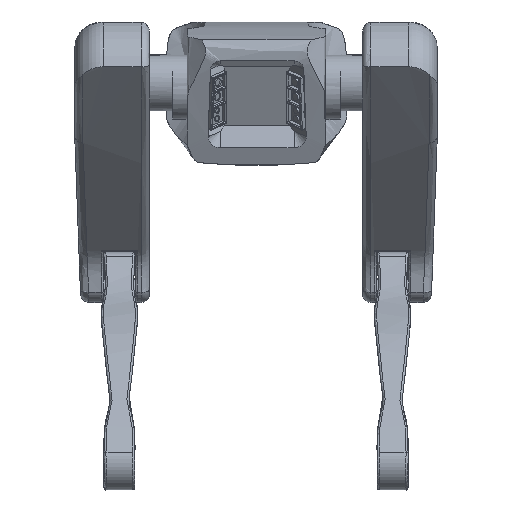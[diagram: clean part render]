
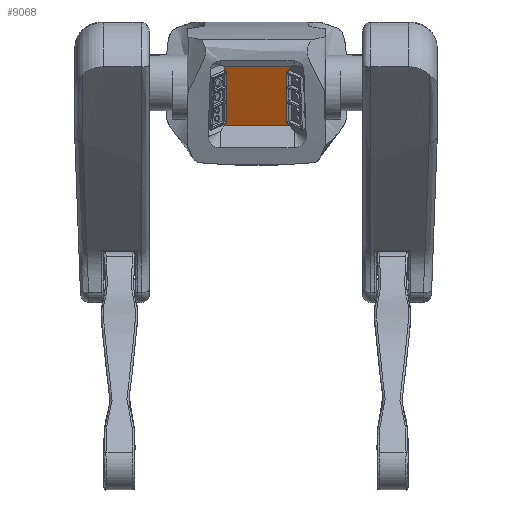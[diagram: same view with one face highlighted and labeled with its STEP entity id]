
A CAD part, front view. The second image highlights one B-rep face of the part: STEP entity #9068.
In plain terms, the highlighted planar face has unit normal (0, -0.899, -0.439).
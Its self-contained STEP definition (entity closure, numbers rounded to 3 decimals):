
#598=PLANE('',#9791);
#736=ELLIPSE('',#9607,1.414,1.);
#737=ELLIPSE('',#9612,1.414,1.);
#1100=FACE_OUTER_BOUND('',#1680,.T.);
#1680=EDGE_LOOP('',(#6688,#6689,#6690,#6691,#6692,#6693,#6694,#6695,#6696,
#6697,#6698,#6699));
#2669=LINE('',#12923,#3236);
#2840=LINE('',#15473,#3407);
#2842=LINE('',#15476,#3409);
#2844=LINE('',#15561,#3411);
#2845=LINE('',#15563,#3412);
#2846=LINE('',#15564,#3413);
#2847=LINE('',#15565,#3414);
#2848=LINE('',#15567,#3415);
#2849=LINE('',#15569,#3416);
#2850=LINE('',#15570,#3417);
#3236=VECTOR('',#10506,10.);
#3407=VECTOR('',#11019,10.);
#3409=VECTOR('',#11023,10.);
#3411=VECTOR('',#11031,10.);
#3412=VECTOR('',#11032,10.);
#3413=VECTOR('',#11033,10.);
#3414=VECTOR('',#11034,10.);
#3415=VECTOR('',#11035,10.);
#3416=VECTOR('',#11036,10.);
#3417=VECTOR('',#11037,10.);
#3803=VERTEX_POINT('',#12893);
#3804=VERTEX_POINT('',#12894);
#3807=VERTEX_POINT('',#12907);
#3808=VERTEX_POINT('',#12908);
#3811=VERTEX_POINT('',#12921);
#3858=VERTEX_POINT('',#13062);
#3867=VERTEX_POINT('',#13089);
#3995=VERTEX_POINT('',#15472);
#3999=VERTEX_POINT('',#15560);
#4000=VERTEX_POINT('',#15562);
#4001=VERTEX_POINT('',#15566);
#4002=VERTEX_POINT('',#15568);
#4691=EDGE_CURVE('',#3803,#3804,#736,.F.);
#4698=EDGE_CURVE('',#3807,#3808,#737,.F.);
#4706=EDGE_CURVE('',#3803,#3811,#2669,.T.);
#4991=EDGE_CURVE('',#3995,#3808,#2840,.T.);
#4993=EDGE_CURVE('',#3807,#3804,#2842,.T.);
#4998=EDGE_CURVE('',#3811,#3999,#2844,.T.);
#4999=EDGE_CURVE('',#3999,#4000,#2845,.T.);
#5000=EDGE_CURVE('',#4000,#3867,#2846,.T.);
#5001=EDGE_CURVE('',#3867,#3858,#2847,.T.);
#5002=EDGE_CURVE('',#3858,#4001,#2848,.T.);
#5003=EDGE_CURVE('',#4001,#4002,#2849,.T.);
#5004=EDGE_CURVE('',#4002,#3995,#2850,.T.);
#6688=ORIENTED_EDGE('',*,*,#4991,.T.);
#6689=ORIENTED_EDGE('',*,*,#4698,.F.);
#6690=ORIENTED_EDGE('',*,*,#4993,.T.);
#6691=ORIENTED_EDGE('',*,*,#4691,.F.);
#6692=ORIENTED_EDGE('',*,*,#4706,.T.);
#6693=ORIENTED_EDGE('',*,*,#4998,.T.);
#6694=ORIENTED_EDGE('',*,*,#4999,.T.);
#6695=ORIENTED_EDGE('',*,*,#5000,.T.);
#6696=ORIENTED_EDGE('',*,*,#5001,.T.);
#6697=ORIENTED_EDGE('',*,*,#5002,.T.);
#6698=ORIENTED_EDGE('',*,*,#5003,.T.);
#6699=ORIENTED_EDGE('',*,*,#5004,.T.);
#9068=ADVANCED_FACE('',(#1100),#598,.T.);
#9607=AXIS2_PLACEMENT_3D('',#12895,#10475,#10476);
#9612=AXIS2_PLACEMENT_3D('',#12909,#10490,#10491);
#9791=AXIS2_PLACEMENT_3D('',#15559,#11029,#11030);
#10475=DIRECTION('center_axis',(0.,0.899,0.439));
#10476=DIRECTION('ref_axis',(-1.,0.,0.));
#10490=DIRECTION('center_axis',(0.,0.899,0.439));
#10491=DIRECTION('ref_axis',(-1.,0.,0.));
#10506=DIRECTION('',(1.,0.,0.));
#11019=DIRECTION('',(-1.,0.,0.));
#11023=DIRECTION('',(0.,-0.439,0.899));
#11029=DIRECTION('center_axis',(0.,-0.899,-0.439));
#11030=DIRECTION('ref_axis',(0.,0.439,-0.899));
#11031=DIRECTION('',(0.,-0.439,0.899));
#11032=DIRECTION('',(-1.,0.,0.));
#11033=DIRECTION('',(0.,0.439,-0.899));
#11034=DIRECTION('',(0.,0.439,-0.899));
#11035=DIRECTION('',(0.,0.439,-0.899));
#11036=DIRECTION('',(1.,0.,0.));
#11037=DIRECTION('',(0.,-0.439,0.899));
#12893=CARTESIAN_POINT('',(40.572,-355.699,114.255));
#12894=CARTESIAN_POINT('',(39.157,-355.261,113.356));
#12895=CARTESIAN_POINT('Origin',(40.572,-355.261,113.356));
#12907=CARTESIAN_POINT('',(39.157,-325.438,52.245));
#12908=CARTESIAN_POINT('',(40.572,-324.999,51.346));
#12909=CARTESIAN_POINT('Origin',(40.572,-325.438,52.245));
#12921=CARTESIAN_POINT('',(40.843,-355.699,114.255));
#12923=CARTESIAN_POINT('',(42.5,-355.699,114.255));
#13062=CARTESIAN_POINT('',(-39.157,-325.438,52.245));
#13089=CARTESIAN_POINT('',(-39.157,-355.261,113.356));
#15472=CARTESIAN_POINT('',(40.843,-324.999,51.346));
#15473=CARTESIAN_POINT('',(52.31,-324.999,51.346));
#15476=CARTESIAN_POINT('',(39.157,-319.517,40.112));
#15559=CARTESIAN_POINT('Origin',(45.843,-314.035,28.879));
#15560=CARTESIAN_POINT('',(40.843,-357.892,118.748));
#15561=CARTESIAN_POINT('',(40.843,-360.085,123.242));
#15562=CARTESIAN_POINT('',(-39.157,-357.892,118.748));
#15563=CARTESIAN_POINT('',(-44.157,-357.892,118.748));
#15564=CARTESIAN_POINT('',(-39.157,-320.614,42.359));
#15565=CARTESIAN_POINT('',(-39.157,-320.614,42.359));
#15566=CARTESIAN_POINT('',(-39.157,-322.807,46.852));
#15567=CARTESIAN_POINT('',(-39.157,-320.614,42.359));
#15568=CARTESIAN_POINT('',(40.843,-322.807,46.852));
#15569=CARTESIAN_POINT('',(45.843,-322.807,46.852));
#15570=CARTESIAN_POINT('',(40.843,-360.085,123.242));
